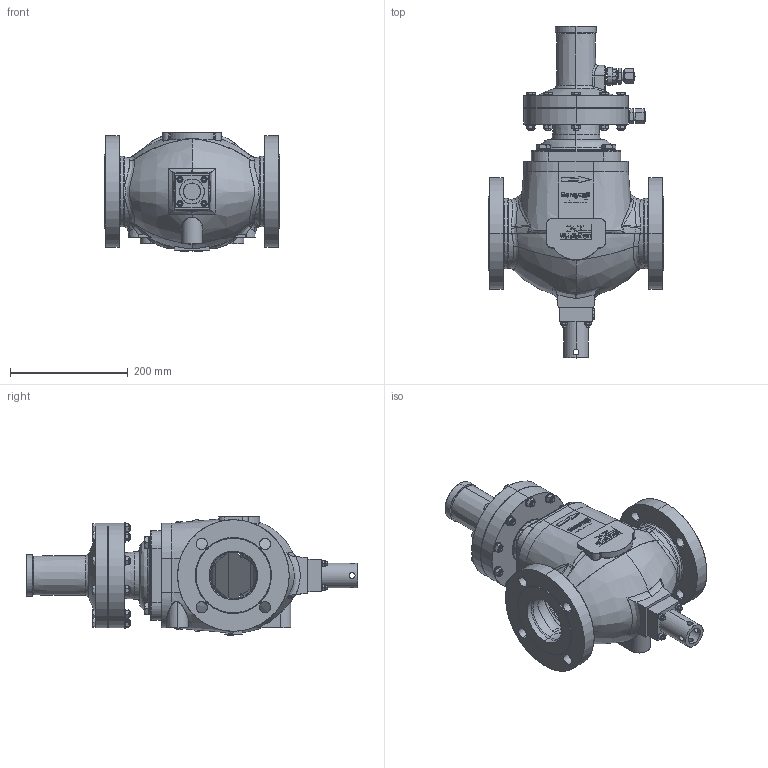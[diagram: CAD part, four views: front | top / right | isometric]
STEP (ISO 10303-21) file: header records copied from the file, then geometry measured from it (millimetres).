
FILE_DESCRIPTION (( 'STEP AP214' ), '1' );
FILE_NAME ('MB_HON720_DN_80_Class_150_K4.STEP', '2017-03-09T10:04:17', ( '' ), ( '' ), 'SwSTEP 2.0', 'SolidWorks 2015', '' );
FILE_SCHEMA (( 'AUTOMOTIVE_DESIGN' ));
Length unit declared in the file: millimetre
Products named in the file (1): MB_HON720_DN_80_Class_150_K4
Bounding box: 298 x 564.88 x 202.35 mm (x, y, z)
Surface area: 579667.6 mm2 (no closed solid volume)
Topology: 0 solids, 1222 shells, 1635 faces, 7421 edges, 7012 vertices
Faces by surface type: plane 628, bspline 446, cylinder 316, cone 245
Entity records: 170650 total; most frequent: CARTESIAN_POINT 119260, ORIENTED_EDGE 8372, DIRECTION 7806, EDGE_CURVE 7411, VERTEX_POINT 7012, B_SPLINE_CURVE_WITH_KNOTS 3269, VECTOR 2822, LINE 2822
